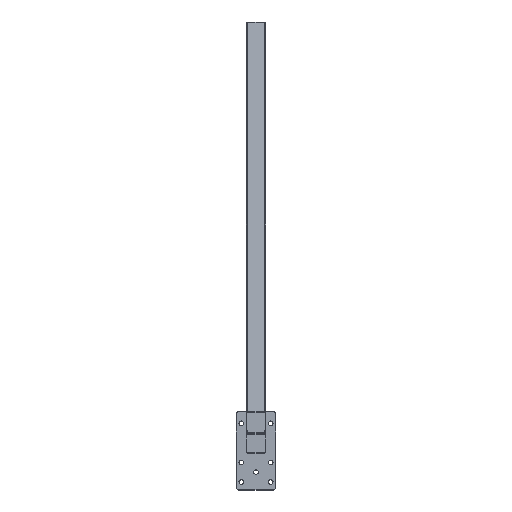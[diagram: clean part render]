
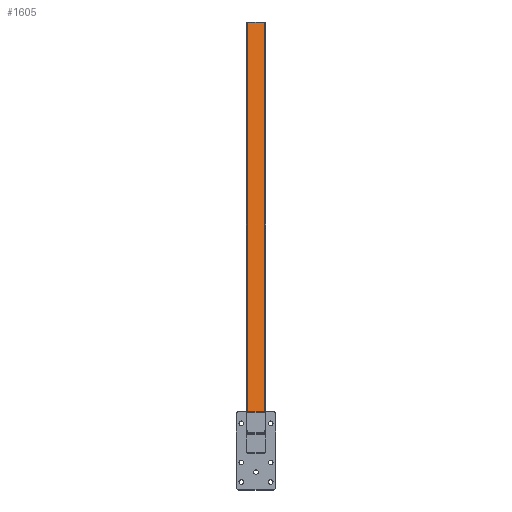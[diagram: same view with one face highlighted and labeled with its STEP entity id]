
A CAD part, front view. The second image highlights one B-rep face of the part: STEP entity #1605.
In plain terms, the highlighted free-form (B-spline) face has degree [1, 1] with [2, 2] control points.
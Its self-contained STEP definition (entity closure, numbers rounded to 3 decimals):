
#1107 = VERTEX_POINT('',#1108);
#1108 = CARTESIAN_POINT('',(-5.118,-2283.221,
    -342.734));
#1114 = EDGE_CURVE('',#1115,#1107,#1117,.T.);
#1115 = VERTEX_POINT('',#1116);
#1116 = CARTESIAN_POINT('',(-51.598,-2283.221,
    -342.734));
#1117 = B_SPLINE_CURVE_WITH_KNOTS('',1,(#1118,#1119),.UNSPECIFIED.,.F.,
  .F.,(2,2),(-44.,-2.),.PIECEWISE_BEZIER_KNOTS.);
#1118 = CARTESIAN_POINT('',(-51.598,-2283.221,
    -342.734));
#1119 = CARTESIAN_POINT('',(-5.118,-2283.221,
    -342.734));
#1421 = VERTEX_POINT('',#1422);
#1422 = CARTESIAN_POINT('',(-51.598,5.402,
    758.534));
#1428 = EDGE_CURVE('',#1429,#1421,#1431,.T.);
#1429 = VERTEX_POINT('',#1430);
#1430 = CARTESIAN_POINT('',(-5.118,5.402,
    758.534));
#1431 = B_SPLINE_CURVE_WITH_KNOTS('',1,(#1432,#1433),.UNSPECIFIED.,.F.,
  .F.,(2,2),(-10.5,31.5),.PIECEWISE_BEZIER_KNOTS.);
#1432 = CARTESIAN_POINT('',(-5.118,5.402,
    758.534));
#1433 = CARTESIAN_POINT('',(-51.598,5.402,
    758.534));
#1528 = EDGE_CURVE('',#1107,#1429,#1529,.T.);
#1529 = B_SPLINE_CURVE_WITH_KNOTS('',1,(#1530,#1531),.UNSPECIFIED.,.F.,
  .F.,(2,2),(213.953,2508.968),
  .PIECEWISE_BEZIER_KNOTS.);
#1530 = CARTESIAN_POINT('',(-5.118,-2283.221,
    -342.734));
#1531 = CARTESIAN_POINT('',(-5.118,5.402,
    758.534));
#1544 = EDGE_CURVE('',#1115,#1421,#1545,.T.);
#1545 = B_SPLINE_CURVE_WITH_KNOTS('',1,(#1546,#1547),.UNSPECIFIED.,.F.,
  .F.,(2,2),(213.953,2508.968),
  .PIECEWISE_BEZIER_KNOTS.);
#1546 = CARTESIAN_POINT('',(-51.598,-2283.221,
    -342.734));
#1547 = CARTESIAN_POINT('',(-51.598,5.402,
    758.534));
#1605 = ADVANCED_FACE('',(#1606),#1612,.T.);
#1606 = FACE_BOUND('',#1607,.T.);
#1607 = EDGE_LOOP('',(#1608,#1609,#1610,#1611));
#1608 = ORIENTED_EDGE('',*,*,#1114,.T.);
#1609 = ORIENTED_EDGE('',*,*,#1528,.T.);
#1610 = ORIENTED_EDGE('',*,*,#1428,.T.);
#1611 = ORIENTED_EDGE('',*,*,#1544,.F.);
#1612 = B_SPLINE_SURFACE_WITH_KNOTS('',1,1,(
    (#1613,#1614)
    ,(#1615,#1616
    )),.UNSPECIFIED.,.F.,.F.,.F.,(2,2),(2,2),(213.953,
    2508.968),(0.,42.),.PIECEWISE_BEZIER_KNOTS.);
#1613 = CARTESIAN_POINT('',(-5.118,-2283.221,
    -342.734));
#1614 = CARTESIAN_POINT('',(-51.598,-2283.221,
    -342.734));
#1615 = CARTESIAN_POINT('',(-5.118,5.402,
    758.534));
#1616 = CARTESIAN_POINT('',(-51.598,5.402,
    758.534));
